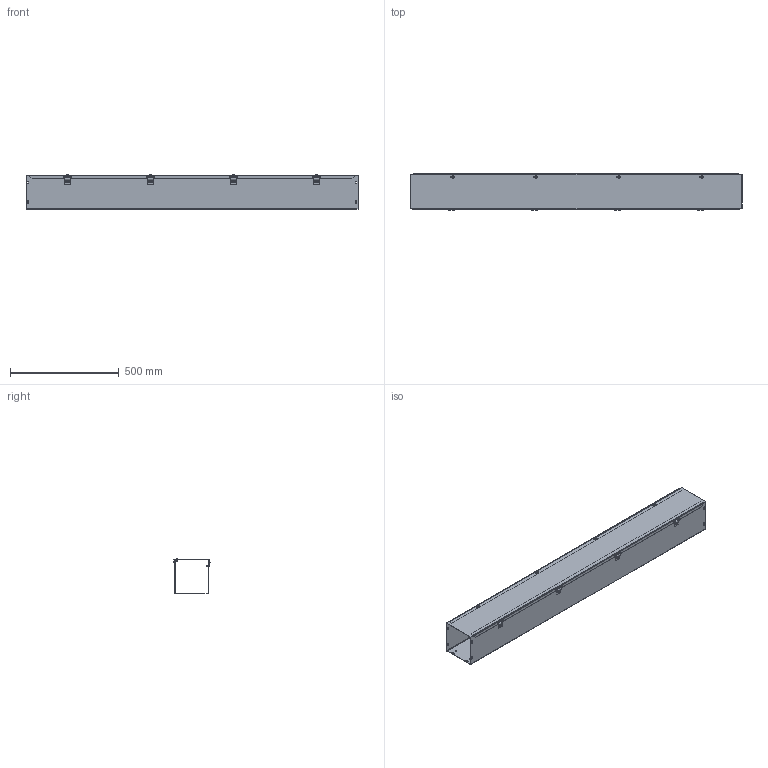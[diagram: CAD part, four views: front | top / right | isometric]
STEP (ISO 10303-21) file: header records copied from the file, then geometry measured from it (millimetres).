
FILE_DESCRIPTION(/* description */ ('HS, NK, BLR 6X6X60'),/* implementation_level */ '2;1');
FILE_NAME(/* name */ 'HS665NK.stp',/* time_stamp */ '2017-06-22T19:37:20+05:00',/* author */ ('vdas'),/* organization */ (''),/* preprocessor_version */ 'ST-DEVELOPER v16.1',/* originating_system */ 'Autodesk Inventor 2016',/* authorisation */ '');
FILE_SCHEMA (('AUTOMOTIVE_DESIGN { 1 0 10303 214 3 1 1 }'));
Length unit declared in the file: inch
Products named in the file (5): HS665NKBLR; HS665NKLID; 372141; 31816; HS665NK
Assembly tree (14 placements, depth 2):
  HS665NK
    HS665NKBLR
    HS665NKLID
    372141  x8
    31816  x4
Bounding box: 1524 x 165.54 x 160.59 mm (x, y, z)
Volume: 1650978.1 mm3; surface area: 2094485.7 mm2
Topology: 14 solids, 14 shells, 987 faces, 2445 edges, 1494 vertices
Faces by surface type: plane 455, cone 216, cylinder 200, torus 104, bspline 12
Full cylindrical faces by diameter (mm): 4.089 x8, 4.595 x64, 6.35 x4, 7.938 x8
Entity records: 11174 total; most frequent: CARTESIAN_POINT 2254, DIRECTION 1743, ORIENTED_EDGE 1718, EDGE_CURVE 859, LINE 593, VECTOR 593, VERTEX_POINT 576, AXIS2_PLACEMENT_3D 575
